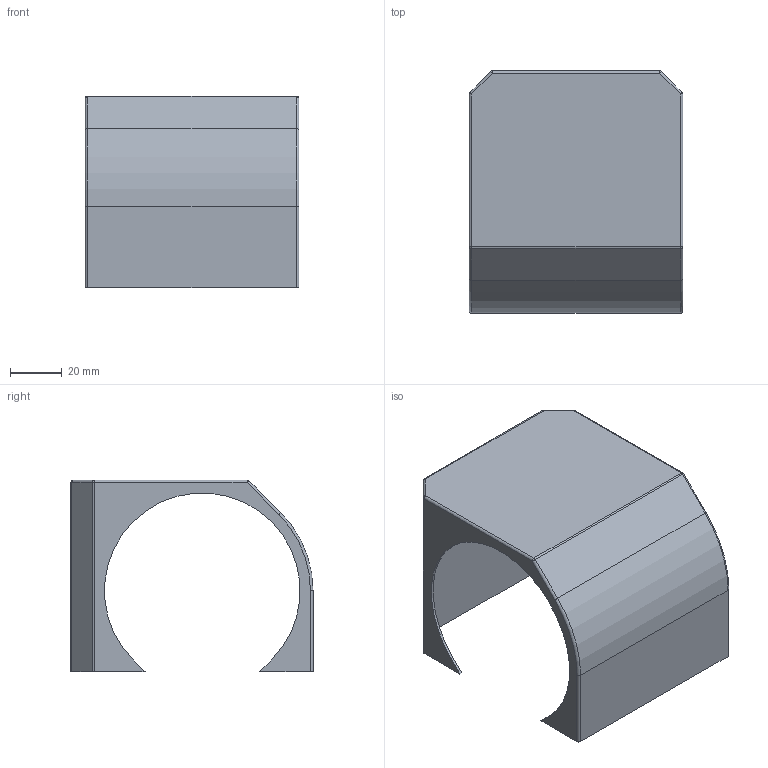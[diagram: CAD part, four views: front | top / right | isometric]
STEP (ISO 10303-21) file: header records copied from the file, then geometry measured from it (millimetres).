
FILE_DESCRIPTION(('FreeCAD Model'),'2;1');
FILE_NAME( 'Shell.step', '2015-05-05T09:40:12',('FreeCAD'),('FreeCAD'), 'Open CASCADE STEP processor 6.5','FreeCAD','Unknown');
FILE_SCHEMA(('AUTOMOTIVE_DESIGN_CC2 { 1 2 10303 214 -1 1 5 4 }'));
Length unit declared in the file: millimetre
Products named in the file (1): ShellWheelPocket015-Preview
Bounding box: 83 x 94 x 74.5 mm (x, y, z)
Volume: 21903.6 mm3; surface area: 44444.4 mm2
Topology: 1 solids, 1 shells, 48 faces, 116 edges, 70 vertices
Faces by surface type: plane 22, cylinder 18, sphere 6, torus 2
Entity records: 3074 total; most frequent: CARTESIAN_POINT 727, DIRECTION 441, LINE 264, VECTOR 264, ORIENTED_EDGE 232, PCURVE 232, DEFINITIONAL_REPRESENTATION 232, EDGE_CURVE 116
